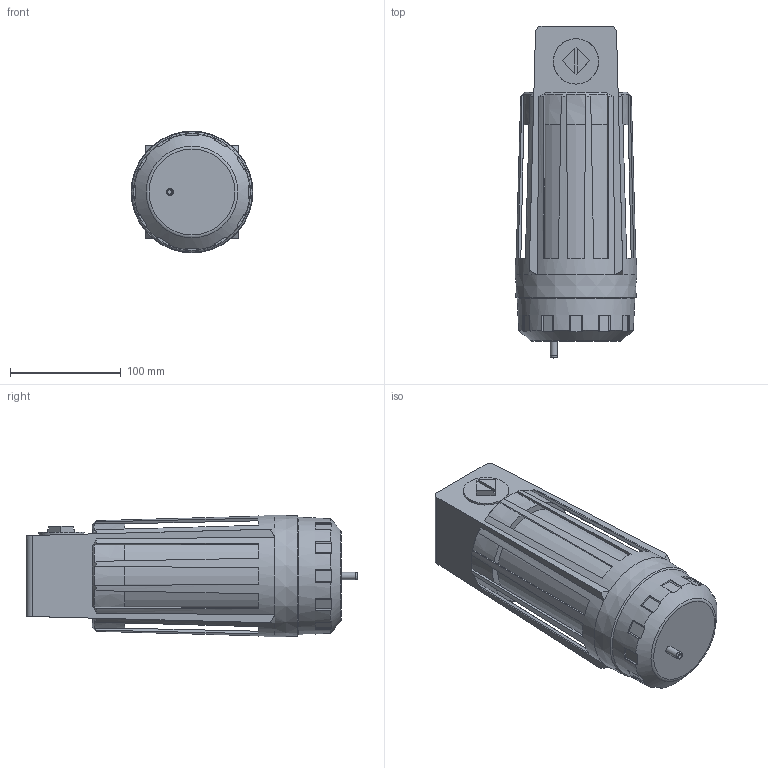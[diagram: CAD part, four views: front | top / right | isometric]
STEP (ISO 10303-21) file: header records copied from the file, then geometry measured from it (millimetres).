
FILE_DESCRIPTION( ( 'STEP AP203' ), '1' );
FILE_NAME( '9.4055.00.700.stp', '2018-12-13T08:20:54', ( '' ), ( '' ), ' ', 'PARTsolutions', ' ' );
FILE_SCHEMA( ( 'CONFIG_CONTROL_DESIGN' ) );
Length unit declared in the file: millimetre
Products named in the file (1): _9.4055.00.700
Bounding box: 110 x 300.1 x 110 mm (x, y, z)
Volume: 1937976.4 mm3; surface area: 151065.9 mm2
Topology: 1 solids, 1 shells, 175 faces, 544 edges, 359 vertices
Faces by surface type: plane 102, cylinder 36, cone 35, bspline 1, torus 1
Full cylindrical faces by diameter (mm): 4 x1, 4.917 x4, 6.5 x1, 30.291 x1, 41 x1, 42 x1, 85 x1
Entity records: 6267 total; most frequent: CARTESIAN_POINT 1614, ORIENTED_EDGE 1018, DIRECTION 908, EDGE_CURVE 509, AXIS2_PLACEMENT_3D 357, VERTEX_POINT 347, EDGE_LOOP 208, LINE 194
